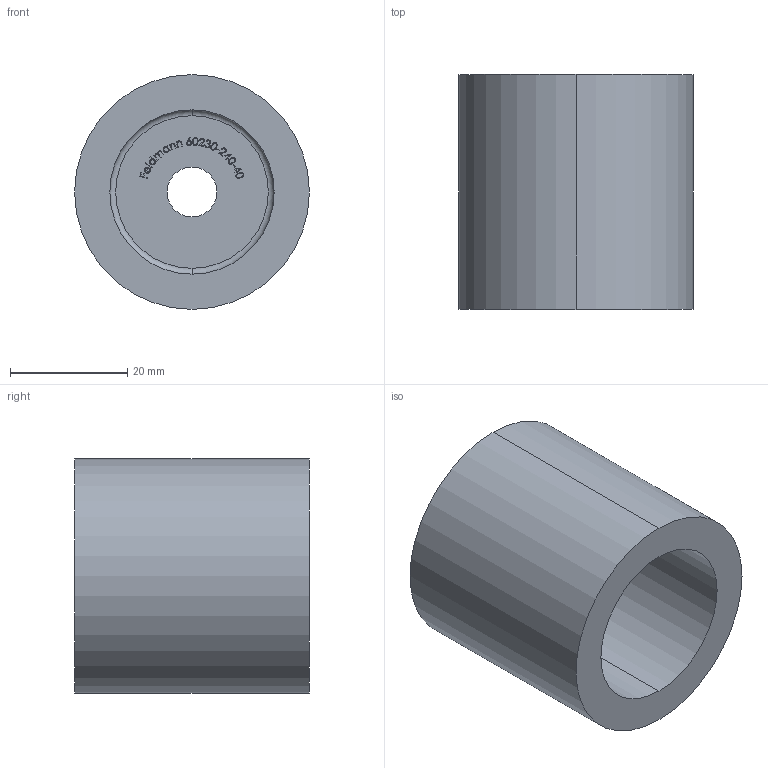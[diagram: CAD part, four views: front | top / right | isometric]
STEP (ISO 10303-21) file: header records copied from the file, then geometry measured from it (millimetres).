
FILE_DESCRIPTION (( 'STEP AP203' ), '1' );
FILE_NAME ('60230-240-40.step', '2020-10-27T08:38:35', ( '' ), ( '' ), 'SwSTEP 2.0', 'SolidWorks 2018', '' );
FILE_SCHEMA (( 'CONFIG_CONTROL_DESIGN' ));
Length unit declared in the file: millimetre
Products named in the file (2): 60230-240-40
Bounding box: 40 x 40 x 40 mm (x, y, z)
Volume: 28444.9 mm3; surface area: 10604.1 mm2
Topology: 1 solids, 1 shells, 268 faces, 701 edges, 466 vertices
Faces by surface type: plane 139, bspline 119, cylinder 6, torus 2, cone 2
Entity records: 15412 total; most frequent: CARTESIAN_POINT 9452, ORIENTED_EDGE 1402, DIRECTION 783, EDGE_CURVE 701, VERTEX_POINT 466, LINE 445, VECTOR 445, EDGE_LOOP 301
